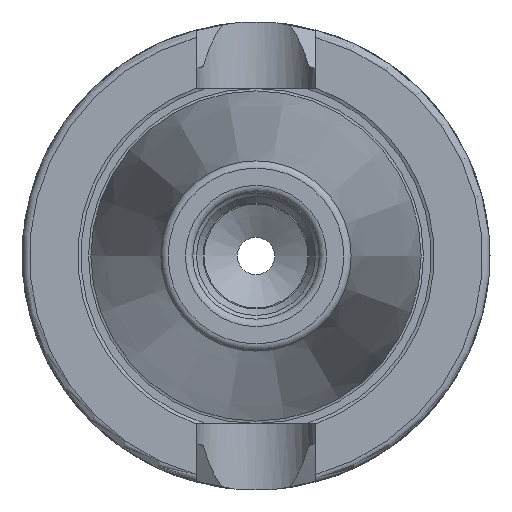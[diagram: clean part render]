
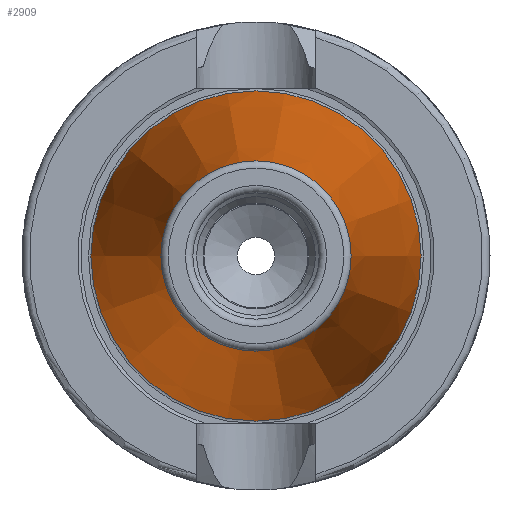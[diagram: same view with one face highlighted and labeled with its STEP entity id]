
A CAD part, left-side view. The second image highlights one B-rep face of the part: STEP entity #2909.
In plain terms, the highlighted conical face has half-angle 8.297 degrees and reference radius 17.519 mm.
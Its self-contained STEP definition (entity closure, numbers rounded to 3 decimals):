
#2875=CARTESIAN_POINT('',(-64.544,12.812,0.0));
#2876=VERTEX_POINT('',#2875);
#2877=CARTESIAN_POINT('',(-64.544,0.,0.0));
#2878=DIRECTION('',(1.0,0.0,0.0));
#2879=DIRECTION('',(0.0,1.0,0.0));
#2880=AXIS2_PLACEMENT_3D('',#2877,#2878,#2879);
#2881=CIRCLE('',#2880,12.812);
#2882=EDGE_CURVE('',#2876,#2876,#2881,.T.);
#2890=CARTESIAN_POINT('',(-32.272,0.,0.0));
#2891=DIRECTION('',(1.0,0.,0.0));
#2892=DIRECTION('',(0.0,1.0,0.0));
#2893=AXIS2_PLACEMENT_3D('',#2890,#2891,#2892);
#2894=CONICAL_SURFACE('',#2893,17.519,8.297);
#2895=CARTESIAN_POINT('',(0.,22.225,0.0));
#2896=VERTEX_POINT('',#2895);
#2897=CARTESIAN_POINT('',(0.,0.,0.0));
#2898=DIRECTION('',(1.0,0.0,0.0));
#2899=DIRECTION('',(0.0,1.0,0.0));
#2900=AXIS2_PLACEMENT_3D('',#2897,#2898,#2899);
#2901=CIRCLE('',#2900,22.225);
#2902=EDGE_CURVE('',#2896,#2896,#2901,.T.);
#2903=ORIENTED_EDGE('',*,*,#2902,.F.);
#2904=EDGE_LOOP('',(#2903));
#2905=FACE_OUTER_BOUND('',#2904,.T.);
#2906=ORIENTED_EDGE('',*,*,#2882,.T.);
#2907=EDGE_LOOP('',(#2906));
#2908=FACE_BOUND('',#2907,.T.);
#2909=ADVANCED_FACE('',(#2905,#2908),#2894,.T.);
